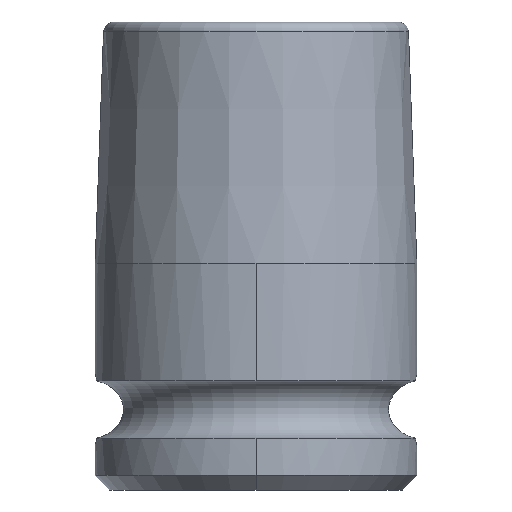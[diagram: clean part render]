
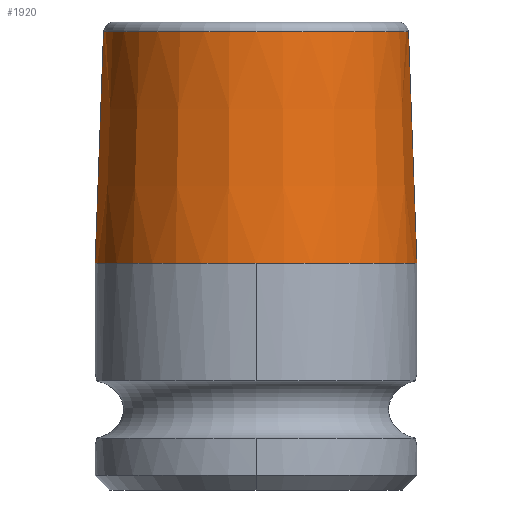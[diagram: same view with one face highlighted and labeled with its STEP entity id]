
A CAD part, left-side view. The second image highlights one B-rep face of the part: STEP entity #1920.
In plain terms, the highlighted conical face has half-angle 2.083 degrees and reference radius 10.712 mm.
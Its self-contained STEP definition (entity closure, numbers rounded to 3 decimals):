
#184=CARTESIAN_POINT('',(0.,0.,15.5));
#185=DIRECTION('',(0.,0.,1.));
#186=DIRECTION('',(0.,1.,0.));
#187=AXIS2_PLACEMENT_3D('',#184,#185,#186);
#356=CARTESIAN_POINT('',(0.,0.,15.5));
#357=DIRECTION('',(0.,0.,1.));
#358=DIRECTION('',(-1.,0.,0.));
#359=AXIS2_PLACEMENT_3D('',#356,#357,#358);
#848=DIRECTION('',(0.,0.036,-0.999));
#849=VECTOR('',#848,15.836);
#850=CARTESIAN_POINT('',(0.,10.425,
31.325));
#851=LINE('',#850,#849);
#852=DIRECTION('',(0.,-0.036,-0.999));
#853=VECTOR('',#852,15.836);
#854=CARTESIAN_POINT('',(0.,-10.425,
31.325));
#855=LINE('',#854,#853);
#856=CARTESIAN_POINT('',(0.,0.,31.325));
#857=DIRECTION('',(0.,0.,1.));
#858=DIRECTION('',(0.,1.,0.));
#859=AXIS2_PLACEMENT_3D('',#856,#857,#858);
#1169=CARTESIAN_POINT('',(0.,11.,15.5));
#1170=CARTESIAN_POINT('',(-11.,0.,15.5));
#1171=VERTEX_POINT('',#1169);
#1172=VERTEX_POINT('',#1170);
#1173=CARTESIAN_POINT('',(0.,-11.,15.5));
#1174=VERTEX_POINT('',#1173);
#1181=CARTESIAN_POINT('',(0.,10.425,31.325));
#1182=CARTESIAN_POINT('',(0.,-10.425,31.325));
#1183=VERTEX_POINT('',#1181);
#1184=VERTEX_POINT('',#1182);
#1908=CARTESIAN_POINT('',(0.,0.,23.413));
#1909=DIRECTION('',(0.,0.,-1.));
#1910=DIRECTION('',(0.,-1.,0.));
#1911=AXIS2_PLACEMENT_3D('',#1908,#1909,#1910);
#1912=CONICAL_SURFACE('',#1911,10.712,2.083);
#1913=ORIENTED_EDGE('',*,*,#1873,.T.);
#1914=ORIENTED_EDGE('',*,*,#1903,.T.);
#1915=ORIENTED_EDGE('',*,*,#1374,.F.);
#1916=ORIENTED_EDGE('',*,*,#1307,.F.);
#1917=ORIENTED_EDGE('',*,*,#1899,.F.);
#1918=EDGE_LOOP('',(#1913,#1914,#1915,#1916,#1917));
#1919=FACE_OUTER_BOUND('',#1918,.F.);
#1920=ADVANCED_FACE('',(#1919),#1912,.T.);
#188=CIRCLE('',#187,11.);
#360=CIRCLE('',#359,11.);
#860=CIRCLE('',#859,10.425);
#1307=EDGE_CURVE('',#1171,#1172,#188,.T.);
#1374=EDGE_CURVE('',#1172,#1174,#360,.T.);
#1873=EDGE_CURVE('',#1183,#1184,#860,.T.);
#1899=EDGE_CURVE('',#1183,#1171,#851,.T.);
#1903=EDGE_CURVE('',#1184,#1174,#855,.T.);
